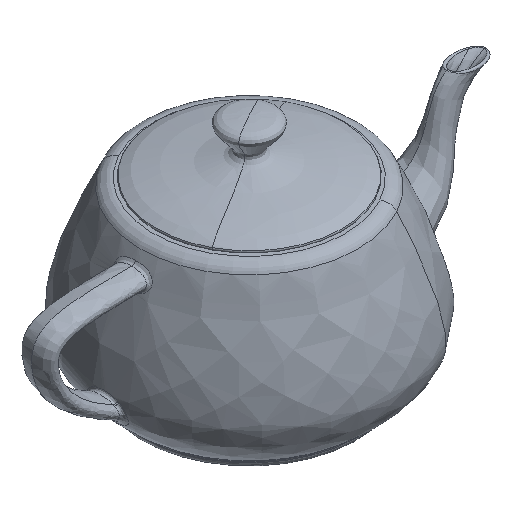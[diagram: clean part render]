
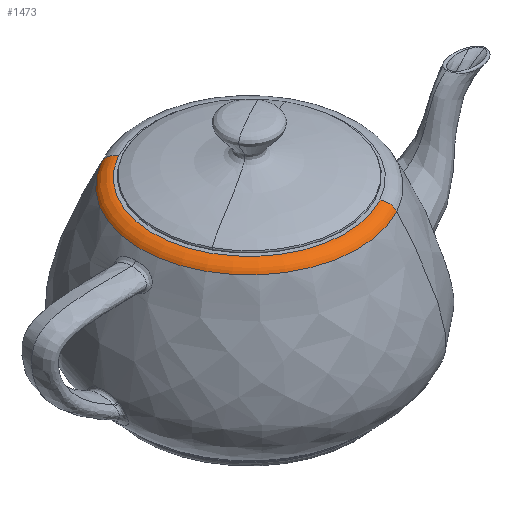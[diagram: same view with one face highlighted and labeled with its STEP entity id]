
A CAD part, isometric view. The second image highlights one B-rep face of the part: STEP entity #1473.
In plain terms, the highlighted toroidal (fillet/blend) face has major radius 66.46 mm and minor radius 10 mm.
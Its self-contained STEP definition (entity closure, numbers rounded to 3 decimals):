
#325=CARTESIAN_POINT('Vertex',(36.011,-65.919,29.027)) ;
#353=CARTESIAN_POINT('Vertex',(-36.011,65.919,29.027)) ;
#1438=CARTESIAN_POINT('Axis2P3D Location',(0.,0.,24.016)) ;
#1443=CARTESIAN_POINT('Axis2P3D Location',(-31.863,58.324,24.016)) ;
#1447=CARTESIAN_POINT('Vertex',(-31.863,58.324,34.016)) ;
#1450=CARTESIAN_POINT('Axis2P3D Location',(0.,0.,29.027)) ;
#1455=CARTESIAN_POINT('Axis2P3D Location',(31.863,-58.324,24.016)) ;
#1459=CARTESIAN_POINT('Vertex',(31.863,-58.324,34.016)) ;
#1462=CARTESIAN_POINT('Axis2P3D Location',(0.,0.,34.016)) ;
#1439=DIRECTION('Axis2P3D Direction',(0.,-0.,-1.)) ;
#1440=DIRECTION('Axis2P3D XDirection',(0.479,-0.878,0.)) ;
#1444=DIRECTION('Axis2P3D Direction',(-0.878,-0.479,0.)) ;
#1451=DIRECTION('Axis2P3D Direction',(0.,-0.,-1.)) ;
#1456=DIRECTION('Axis2P3D Direction',(0.878,0.479,0.)) ;
#1463=DIRECTION('Axis2P3D Direction',(0.,-0.,-1.)) ;
#1441=AXIS2_PLACEMENT_3D('Torus Axis2P3D',#1438,#1439,#1440) ;
#1445=AXIS2_PLACEMENT_3D('Circle Axis2P3D',#1443,#1444,$) ;
#1452=AXIS2_PLACEMENT_3D('Circle Axis2P3D',#1450,#1451,$) ;
#1457=AXIS2_PLACEMENT_3D('Circle Axis2P3D',#1455,#1456,$) ;
#1464=AXIS2_PLACEMENT_3D('Circle Axis2P3D',#1462,#1463,$) ;
#1468=ORIENTED_EDGE('',*,*,#1449,.T.) ;
#1469=ORIENTED_EDGE('',*,*,#1454,.T.) ;
#1470=ORIENTED_EDGE('',*,*,#1461,.F.) ;
#1471=ORIENTED_EDGE('',*,*,#1466,.F.) ;
#1473=ADVANCED_FACE('BODY',(#1472),#1442,.T.) ;
#1446=CIRCLE('generated circle',#1445,10.) ;
#1453=CIRCLE('generated circle',#1452,75.114) ;
#1458=CIRCLE('generated circle',#1457,10.) ;
#1465=CIRCLE('generated circle',#1464,66.46) ;
#1442=TOROIDAL_SURFACE('homeo Torus',#1441,66.46,10.) ;
#1449=EDGE_CURVE('',#1448,#354,#1446,.T.) ;
#1454=EDGE_CURVE('',#354,#326,#1453,.F.) ;
#1461=EDGE_CURVE('',#1460,#326,#1458,.T.) ;
#1466=EDGE_CURVE('',#1448,#1460,#1465,.F.) ;
#1467=EDGE_LOOP('',(#1468,#1469,#1470,#1471)) ;
#1472=FACE_OUTER_BOUND('',#1467,.T.) ;
#326=VERTEX_POINT('',#325) ;
#354=VERTEX_POINT('',#353) ;
#1448=VERTEX_POINT('',#1447) ;
#1460=VERTEX_POINT('',#1459) ;
